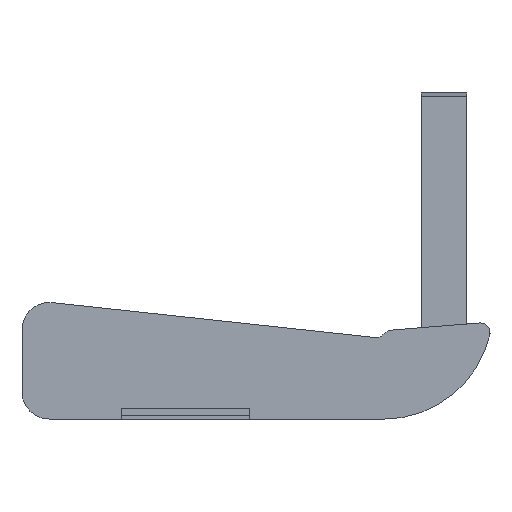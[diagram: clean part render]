
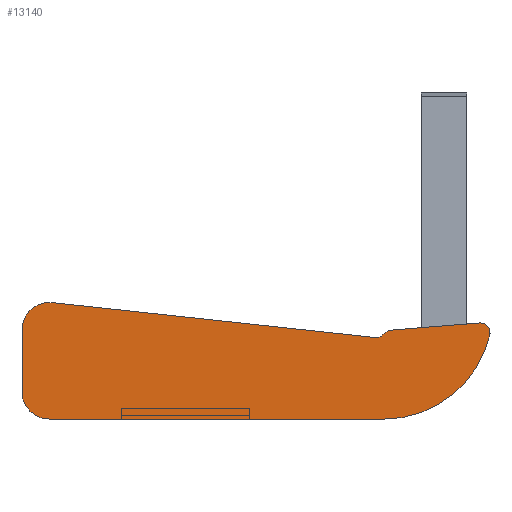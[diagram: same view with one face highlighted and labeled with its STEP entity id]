
A CAD part, left-side view. The second image highlights one B-rep face of the part: STEP entity #13140.
In plain terms, the highlighted planar face has unit normal (-1, 0, 0).
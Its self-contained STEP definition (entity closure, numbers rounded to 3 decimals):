
#11581=CARTESIAN_POINT('',(-832.5,-46.457,-44.821));
#11582=DIRECTION('',(-1.,0.,0.));
#11583=DIRECTION('',(0.,0.107,-0.994));
#11584=AXIS2_PLACEMENT_3D('',#11581,#11582,#11583);
#11589=CARTESIAN_POINT('',(-832.5,-47.265,-45.411));
#11590=DIRECTION('',(1.,0.,0.));
#11591=DIRECTION('',(0.,0.807,0.59));
#11592=AXIS2_PLACEMENT_3D('',#11589,#11590,#11591);
#11597=DIRECTION('',(0.,-0.997,0.081));
#11598=VECTOR('',#11597,4.959);
#11599=CARTESIAN_POINT('',(-832.5,-47.224,-44.913));
#11600=LINE('',#11599,#11598);
#11604=CARTESIAN_POINT('',(-832.5,-52.208,-45.007));
#11605=DIRECTION('',(1.,0.,0.));
#11606=DIRECTION('',(0.,0.081,0.997));
#11607=AXIS2_PLACEMENT_3D('',#11604,#11605,#11606);
#11612=CARTESIAN_POINT('',(-832.5,-46.839,-43.812));
#11613=DIRECTION('',(1.,0.,0.));
#11614=DIRECTION('',(0.,-0.976,-0.217));
#11615=AXIS2_PLACEMENT_3D('',#11612,#11613,#11614);
#11620=DIRECTION('',(0.,1.,0.));
#11621=VECTOR('',#11620,18.426);
#11622=CARTESIAN_POINT('',(-832.5,-46.839,-49.812));
#11623=LINE('',#11622,#11621);
#11627=CARTESIAN_POINT('',(-832.5,-28.413,-48.312));
#11628=DIRECTION('',(1.,0.,0.));
#11629=DIRECTION('',(0.,0.,-1.));
#11630=AXIS2_PLACEMENT_3D('',#11627,#11628,#11629);
#11635=DIRECTION('',(0.,0.,1.));
#11636=VECTOR('',#11635,3.426);
#11637=CARTESIAN_POINT('',(-832.5,-26.913,-48.312));
#11638=LINE('',#11637,#11636);
#11642=CARTESIAN_POINT('',(-832.5,-28.413,-44.886));
#11643=DIRECTION('',(1.,0.,0.));
#11644=DIRECTION('',(0.,1.,0.));
#11645=AXIS2_PLACEMENT_3D('',#11642,#11643,#11644);
#11650=DIRECTION('',(0.,-0.994,-0.107));
#11651=VECTOR('',#11650,17.933);
#11652=CARTESIAN_POINT('',(-832.5,-28.574,-43.395));
#11653=LINE('',#11652,#11651);
#12859=CARTESIAN_POINT('',(-832.5,-47.224,-44.913));
#12860=CARTESIAN_POINT('',(-832.5,-52.167,-44.509));
#12861=VERTEX_POINT('',#12859);
#12862=VERTEX_POINT('',#12860);
#12867=CARTESIAN_POINT('',(-832.5,-46.404,-45.318));
#12868=CARTESIAN_POINT('',(-832.5,-46.861,-45.116));
#12869=VERTEX_POINT('',#12867);
#12870=VERTEX_POINT('',#12868);
#12871=CARTESIAN_POINT('',(-832.5,-52.696,-45.116));
#12872=VERTEX_POINT('',#12871);
#12873=CARTESIAN_POINT('',(-832.5,-46.839,-49.812));
#12874=VERTEX_POINT('',#12873);
#12875=CARTESIAN_POINT('',(-832.5,-28.413,-49.812));
#12876=VERTEX_POINT('',#12875);
#12877=CARTESIAN_POINT('',(-832.5,-26.913,-48.312));
#12878=VERTEX_POINT('',#12877);
#12879=CARTESIAN_POINT('',(-832.5,-26.913,-44.886));
#12880=VERTEX_POINT('',#12879);
#12881=CARTESIAN_POINT('',(-832.5,-28.574,-43.395));
#12882=VERTEX_POINT('',#12881);
#13114=CARTESIAN_POINT('',(-832.5,-38.571,-47.045));
#13115=DIRECTION('',(-1.,0.,0.));
#13116=DIRECTION('',(0.,0.,-1.));
#13117=AXIS2_PLACEMENT_3D('',#13114,#13115,#13116);
#13118=PLANE('',#13117);
#13120=ORIENTED_EDGE('',*,*,#13119,.T.);
#13122=ORIENTED_EDGE('',*,*,#13121,.T.);
#13123=ORIENTED_EDGE('',*,*,#13096,.T.);
#13125=ORIENTED_EDGE('',*,*,#13124,.T.);
#13127=ORIENTED_EDGE('',*,*,#13126,.T.);
#13129=ORIENTED_EDGE('',*,*,#13128,.T.);
#13131=ORIENTED_EDGE('',*,*,#13130,.T.);
#13133=ORIENTED_EDGE('',*,*,#13132,.T.);
#13135=ORIENTED_EDGE('',*,*,#13134,.T.);
#13137=ORIENTED_EDGE('',*,*,#13136,.T.);
#13138=EDGE_LOOP('',(#13120,#13122,#13123,#13125,#13127,#13129,#13131,#13133,
#13135,#13137));
#13139=FACE_OUTER_BOUND('',#13138,.F.);
#11585=CIRCLE('',#11584,0.5);
#11593=CIRCLE('',#11592,0.5);
#11608=CIRCLE('',#11607,0.5);
#11616=CIRCLE('',#11615,6.);
#11631=CIRCLE('',#11630,1.5);
#11646=CIRCLE('',#11645,1.5);
#13096=EDGE_CURVE('',#12861,#12862,#11600,.T.);
#13119=EDGE_CURVE('',#12869,#12870,#11585,.T.);
#13121=EDGE_CURVE('',#12870,#12861,#11593,.T.);
#13124=EDGE_CURVE('',#12862,#12872,#11608,.T.);
#13126=EDGE_CURVE('',#12872,#12874,#11616,.T.);
#13128=EDGE_CURVE('',#12874,#12876,#11623,.T.);
#13130=EDGE_CURVE('',#12876,#12878,#11631,.T.);
#13132=EDGE_CURVE('',#12878,#12880,#11638,.T.);
#13134=EDGE_CURVE('',#12880,#12882,#11646,.T.);
#13136=EDGE_CURVE('',#12882,#12869,#11653,.T.);
#13140=ADVANCED_FACE('',(#13139),#13118,.T.);
